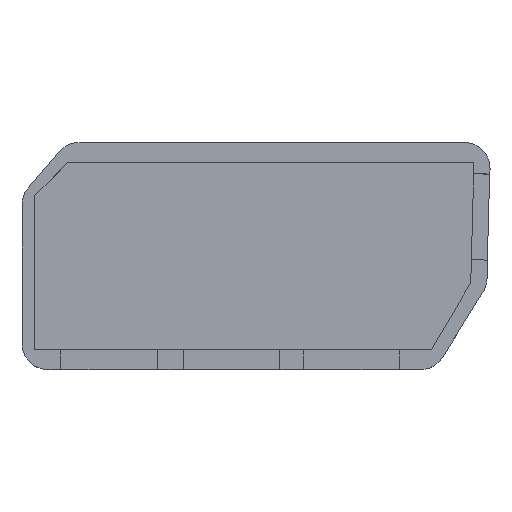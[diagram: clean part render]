
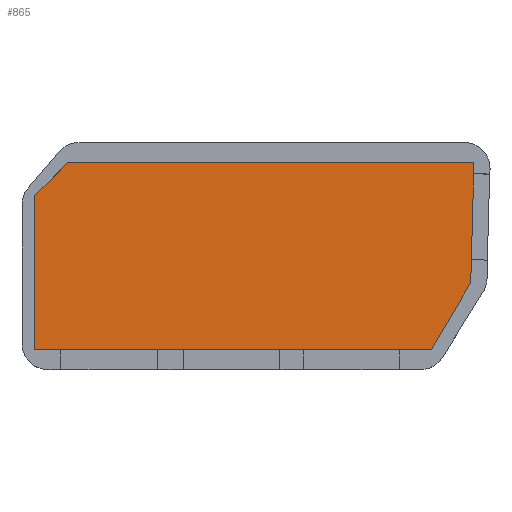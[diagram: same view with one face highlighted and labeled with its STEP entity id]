
A CAD part, top view. The second image highlights one B-rep face of the part: STEP entity #865.
In plain terms, the highlighted planar face has unit normal (0, 0, 1).
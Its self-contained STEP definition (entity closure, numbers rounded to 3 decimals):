
#35=PLANE('',#954);
#131=LINE('',#1436,#228);
#132=LINE('',#1438,#229);
#133=LINE('',#1440,#230);
#134=LINE('',#1442,#231);
#135=LINE('',#1444,#232);
#136=LINE('',#1445,#233);
#228=VECTOR('',#1181,10.);
#229=VECTOR('',#1182,10.);
#230=VECTOR('',#1183,10.);
#231=VECTOR('',#1184,10.);
#232=VECTOR('',#1185,10.);
#233=VECTOR('',#1186,10.);
#291=FACE_OUTER_BOUND('',#340,.T.);
#340=EDGE_LOOP('',(#758,#759,#760,#761,#762,#763));
#446=VERTEX_POINT('',#1434);
#447=VERTEX_POINT('',#1435);
#448=VERTEX_POINT('',#1437);
#449=VERTEX_POINT('',#1439);
#450=VERTEX_POINT('',#1441);
#451=VERTEX_POINT('',#1443);
#562=EDGE_CURVE('',#446,#447,#131,.T.);
#563=EDGE_CURVE('',#447,#448,#132,.T.);
#564=EDGE_CURVE('',#448,#449,#133,.T.);
#565=EDGE_CURVE('',#449,#450,#134,.T.);
#566=EDGE_CURVE('',#450,#451,#135,.T.);
#567=EDGE_CURVE('',#451,#446,#136,.T.);
#758=ORIENTED_EDGE('',*,*,#562,.T.);
#759=ORIENTED_EDGE('',*,*,#563,.T.);
#760=ORIENTED_EDGE('',*,*,#564,.T.);
#761=ORIENTED_EDGE('',*,*,#565,.T.);
#762=ORIENTED_EDGE('',*,*,#566,.T.);
#763=ORIENTED_EDGE('',*,*,#567,.T.);
#865=ADVANCED_FACE('',(#291),#35,.T.);
#954=AXIS2_PLACEMENT_3D('',#1433,#1179,#1180);
#1179=DIRECTION('center_axis',(0.,0.,1.));
#1180=DIRECTION('ref_axis',(1.,0.,0.));
#1181=DIRECTION('',(0.027,1.,0.));
#1182=DIRECTION('',(-1.,0.,0.));
#1183=DIRECTION('',(-0.707,-0.707,0.));
#1184=DIRECTION('',(0.,-1.,0.));
#1185=DIRECTION('',(1.,0.,0.));
#1186=DIRECTION('',(0.506,0.862,0.));
#1433=CARTESIAN_POINT('Origin',(34.298,-14.42,-2.));
#1434=CARTESIAN_POINT('',(67.501,-18.58,-2.));
#1435=CARTESIAN_POINT('',(68.,0.,-2.));
#1436=CARTESIAN_POINT('',(67.772,-8.504,-2.));
#1437=CARTESIAN_POINT('',(5.,0.,-2.));
#1438=CARTESIAN_POINT('',(51.149,0.,-2.));
#1439=CARTESIAN_POINT('',(0.,-5.,-2.));
#1440=CARTESIAN_POINT('',(8.719,3.719,-2.));
#1441=CARTESIAN_POINT('',(0.,-28.953,-2.));
#1442=CARTESIAN_POINT('',(0.,-9.71,-2.));
#1443=CARTESIAN_POINT('',(61.412,-28.953,-2.));
#1444=CARTESIAN_POINT('',(45.367,-28.953,-2.));
#1445=CARTESIAN_POINT('',(61.11,-29.467,-2.));
